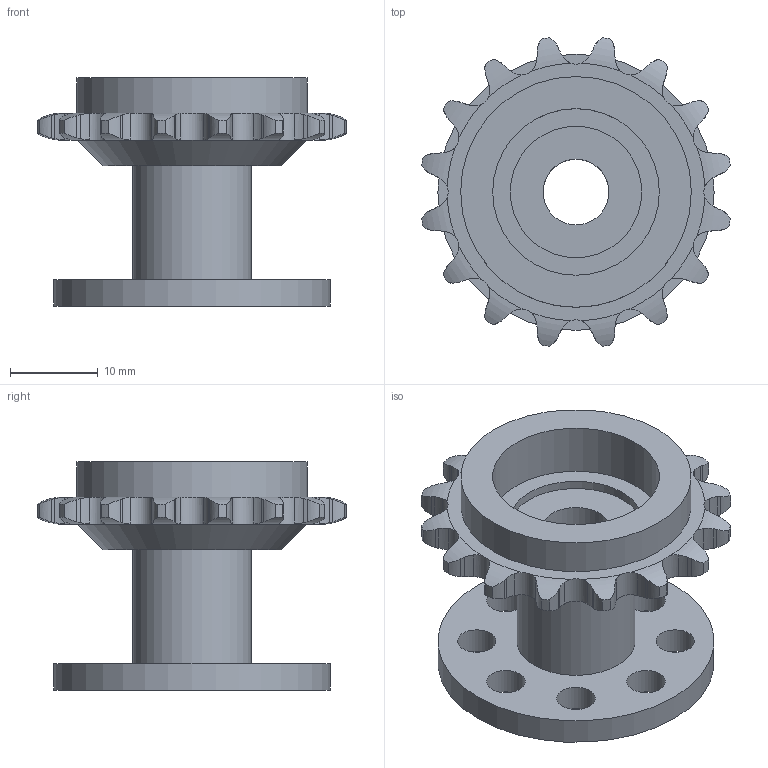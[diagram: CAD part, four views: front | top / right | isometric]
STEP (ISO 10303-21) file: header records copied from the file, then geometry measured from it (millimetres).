
FILE_DESCRIPTION(/* description */ (''),/* implementation_level */ '2;1');
FILE_NAME(/* name */ '',/* time_stamp */ '2025-01-10T20:48:41+03:00',/* author */ ('Phantom'),/* organization */ (''),/* preprocessor_version */ 'ST-DEVELOPER v20',/* originating_system */ 'Autodesk Inventor 2025',/* authorisation */ '');
FILE_SCHEMA (('AUTOMOTIVE_DESIGN { 1 0 10303 214 3 1 1 }'));
Length unit declared in the file: millimetre
Products named in the file (3): втулка и звезда 
ура ура; втулка для подш; Звездочка роликовой 
цепи2
Assembly tree (2 placements, depth 2):
  втулка и звезда 
ура ура
    втулка для подш
    Звездочка роликовой 
цепи2
Bounding box: 35.23 x 35.23 x 26 mm (x, y, z)
Volume: 6980.7 mm3; surface area: 5933.9 mm2
Topology: 2 solids, 2 shells, 184 faces, 527 edges, 351 vertices
Faces by surface type: cylinder 111, plane 40, torus 32, cone 1
Full cylindrical faces by diameter (mm): 4.4 x8, 7.5 x1, 13.5 x1, 15 x1, 19 x1, 26.3 x2, 31.499 x1
Entity records: 6811 total; most frequent: CARTESIAN_POINT 2215, ORIENTED_EDGE 1054, DIRECTION 776, EDGE_CURVE 527, VERTEX_POINT 351, AXIS2_PLACEMENT_3D 316, B_SPLINE_CURVE_WITH_KNOTS 256, EDGE_LOOP 208
